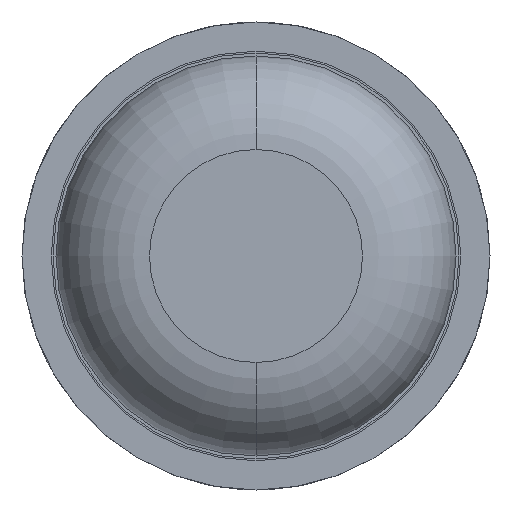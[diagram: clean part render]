
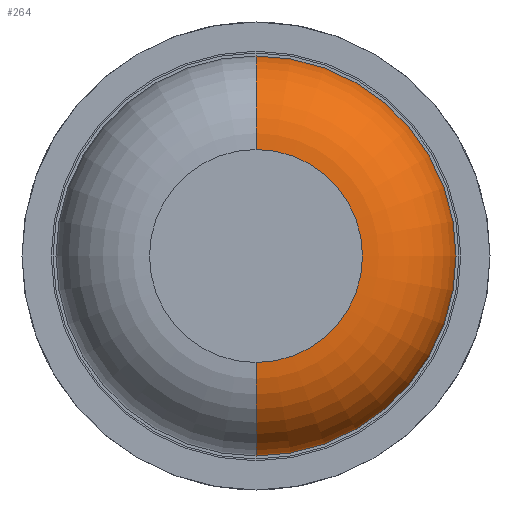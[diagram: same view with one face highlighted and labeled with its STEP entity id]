
A CAD part, front view. The second image highlights one B-rep face of the part: STEP entity #264.
In plain terms, the highlighted toroidal (fillet/blend) face has major radius 0.91 mm and minor radius 0.8 mm.
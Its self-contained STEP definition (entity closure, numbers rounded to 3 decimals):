
#24 = EDGE_LOOP ( 'NONE', ( #3517, #1362, #436, #26 ) ) ;
#26 = ORIENTED_EDGE ( 'NONE', *, *, #2787, .F. ) ;
#221 = CIRCLE ( 'NONE', #363, 1.71 ) ;
#264 = ADVANCED_FACE ( 'Defeature ausgef�hrt1_10', ( #3953 ), #3129, .T. ) ;
#363 = AXIS2_PLACEMENT_3D ( 'NONE', #401, #2145, #936 ) ;
#401 = CARTESIAN_POINT ( 'NONE',  ( 0., -29.2, 0. ) ) ;
#436 = ORIENTED_EDGE ( 'NONE', *, *, #527, .F. ) ;
#527 = EDGE_CURVE ( 'Defeature ausgef�hrt1_2+Defeature ausgef�hrt1_10+Defeature ausgef�hrt1_10+Defeature ausgef�hrt1_10', #3546, #5094, #221, .T. ) ;
#752 = DIRECTION ( 'NONE',  ( 0., 1., 0. ) ) ;
#936 = DIRECTION ( 'NONE',  ( 0., 0., 1. ) ) ;
#1294 = CARTESIAN_POINT ( 'NONE',  ( 0., -29.2, -1.71 ) ) ;
#1362 = ORIENTED_EDGE ( 'NONE', *, *, #1538, .T. ) ;
#1386 = DIRECTION ( 'NONE',  ( 0., 0., -1. ) ) ;
#1538 = EDGE_CURVE ( 'NONE', #4721, #5094, #3322, .T. ) ;
#1655 = DIRECTION ( 'NONE',  ( 0., 0., 1. ) ) ;
#1936 = AXIS2_PLACEMENT_3D ( 'NONE', #2287, #4450, #1386 ) ;
#2145 = DIRECTION ( 'NONE',  ( 0., 1., 0. ) ) ;
#2287 = CARTESIAN_POINT ( 'NONE',  ( 0., -29.2, -0.91 ) ) ;
#2510 = AXIS2_PLACEMENT_3D ( 'NONE', #5151, #3857, #1655 ) ;
#2787 = EDGE_CURVE ( 'NONE', #4658, #3546, #5478, .T. ) ;
#2806 = CIRCLE ( 'NONE', #2510, 0.91 ) ;
#3129 = TOROIDAL_SURFACE ( 'NONE', #3577, 0.91, 0.8 ) ;
#3322 = CIRCLE ( 'NONE', #1936, 0.8 ) ;
#3517 = ORIENTED_EDGE ( 'NONE', *, *, #4647, .F. ) ;
#3546 = VERTEX_POINT ( 'NONE', #5014 ) ;
#3577 = AXIS2_PLACEMENT_3D ( 'NONE', #5503, #752, #3825 ) ;
#3808 = CARTESIAN_POINT ( 'NONE',  ( 0., -29.2, 0.91 ) ) ;
#3825 = DIRECTION ( 'NONE',  ( 0., 0., 1. ) ) ;
#3857 = DIRECTION ( 'NONE',  ( 0., -1., 0. ) ) ;
#3923 = CARTESIAN_POINT ( 'NONE',  ( 0., -30., -0.91 ) ) ;
#3953 = FACE_OUTER_BOUND ( 'NONE', #24, .T. ) ;
#4180 = DIRECTION ( 'NONE',  ( -1., 0., 0. ) ) ;
#4450 = DIRECTION ( 'NONE',  ( 1., 0., 0. ) ) ;
#4590 = AXIS2_PLACEMENT_3D ( 'NONE', #3808, #4180, #5043 ) ;
#4647 = EDGE_CURVE ( 'Defeature ausgef�hrt1_0+Defeature ausgef�hrt1_10+Defeature ausgef�hrt1_10+Defeature ausgef�hrt1_10', #4721, #4658, #2806, .T. ) ;
#4658 = VERTEX_POINT ( 'NONE', #5534 ) ;
#4721 = VERTEX_POINT ( 'NONE', #3923 ) ;
#5014 = CARTESIAN_POINT ( 'NONE',  ( 0., -29.2, 1.71 ) ) ;
#5043 = DIRECTION ( 'NONE',  ( 0., 0., 1. ) ) ;
#5094 = VERTEX_POINT ( 'NONE', #1294 ) ;
#5151 = CARTESIAN_POINT ( 'NONE',  ( 0., -30., 0. ) ) ;
#5478 = CIRCLE ( 'NONE', #4590, 0.8 ) ;
#5503 = CARTESIAN_POINT ( 'NONE',  ( 0., -29.2, 0. ) ) ;
#5534 = CARTESIAN_POINT ( 'NONE',  ( 0., -30., 0.91 ) ) ;
